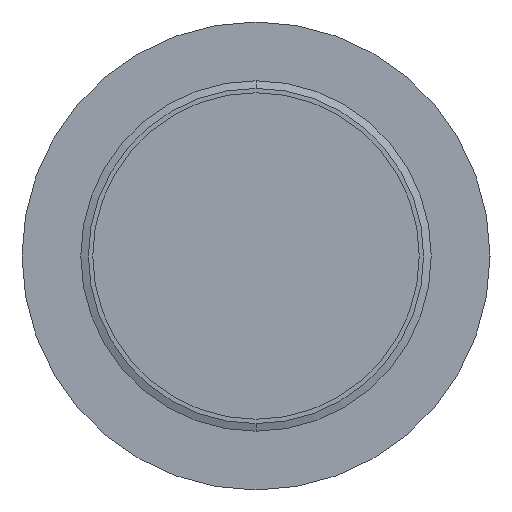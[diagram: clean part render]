
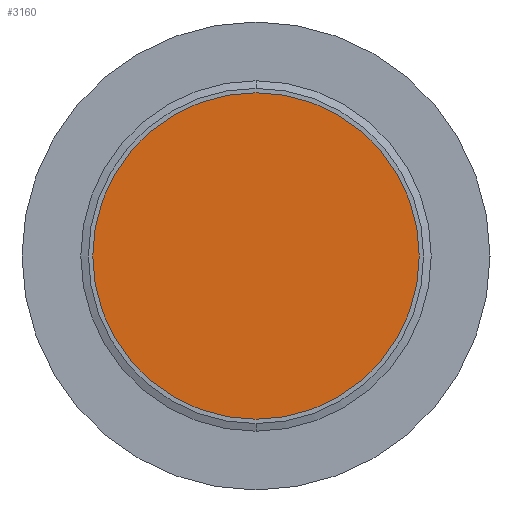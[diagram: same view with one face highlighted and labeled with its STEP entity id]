
A CAD part, left-side view. The second image highlights one B-rep face of the part: STEP entity #3160.
In plain terms, the highlighted planar face has unit normal (-1, 0, 0).
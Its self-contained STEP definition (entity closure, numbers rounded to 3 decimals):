
#2430=CARTESIAN_POINT('',(73.081,162.523,
0.));
#2440=VERTEX_POINT('',#2430);
#2520=CARTESIAN_POINT('',(73.081,12.523,
0.));
#2530=VERTEX_POINT('',#2520);
#2560=CARTESIAN_POINT('',(73.081,87.523,
0.));
#2570=DIRECTION('',(-1.,0.,0.));
#2580=DIRECTION('',(0.,1.,0.));
#2590=AXIS2_PLACEMENT_3D('',#2560,#2570,#2580);
#2600=CIRCLE('',#2590,75.);
#2610=EDGE_CURVE('',#2530,#2440,#2600,.T.);
#3060=CARTESIAN_POINT('',(73.081,37.023,-50.5));
#3070=DIRECTION('',(-1.,0.,0.));
#3080=DIRECTION('',(0.,1.,0.));
#3090=AXIS2_PLACEMENT_3D('',#3060,#3070,#3080);
#3100=PLANE('',#3090);
#3110=EDGE_CURVE('',#2440,#2530,#2600,.T.);
#3120=ORIENTED_EDGE('',*,*,#3110,.T.);
#3130=ORIENTED_EDGE('',*,*,#2610,.T.);
#3140=EDGE_LOOP('',(#3130,#3120));
#3150=FACE_OUTER_BOUND('',#3140,.T.);
#3160=ADVANCED_FACE('',(#3150),#3100,.T.);
